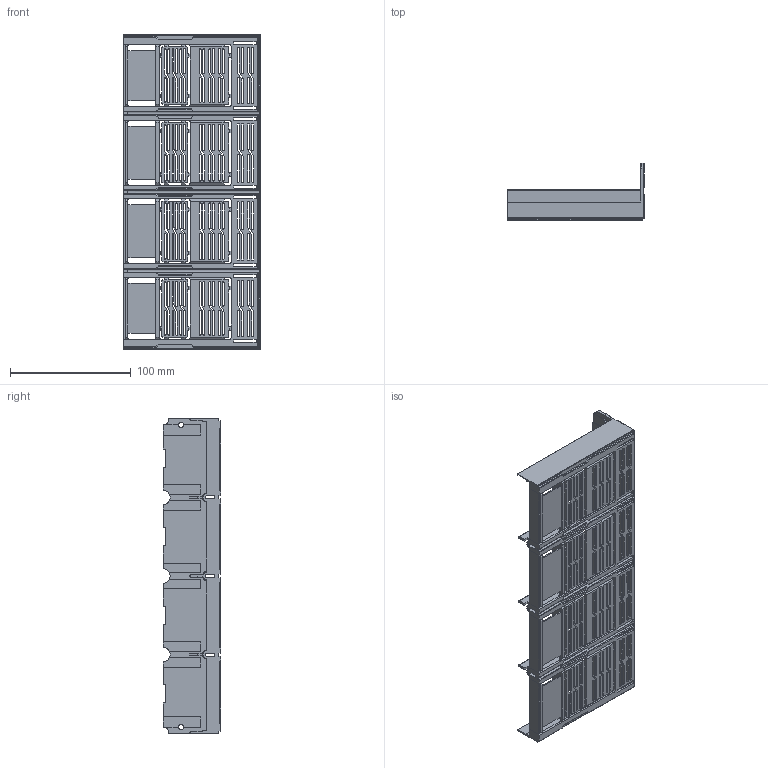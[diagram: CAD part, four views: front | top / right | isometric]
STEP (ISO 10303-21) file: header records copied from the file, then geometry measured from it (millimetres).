
FILE_DESCRIPTION((''),'2;1');
FILE_NAME('8300M0101118','2021-09-16T08:54:10',('zhxmin'),(''),'CREO PARAMETRIC BY PTC INC, 2018020','CREO PARAMETRIC BY PTC INC, 2018020','');
FILE_SCHEMA(('CONFIG_CONTROL_DESIGN','SHAPE_APPEARANCE_LAYERS_GROUPS'));
Products named in the file (1): 8300M0101118
Bounding box: 113 x 47.5 x 260 mm (x, y, z)
Volume: 106375.8 mm3; surface area: 133792.9 mm2
Topology: 1 solids, 1 shells, 1557 faces, 5104 edges, 3448 vertices
Faces by surface type: plane 909, cylinder 588, torus 34, sphere 26
Entity records: 68999 total; most frequent: CARTESIAN_POINT 11569, ORIENTED_EDGE 10160, DIRECTION 9582, EDGE_CURVE 5080, VERTEX_POINT 3448, VECTOR 3432, LINE 3432, AXIS2_PLACEMENT_3D 3075
